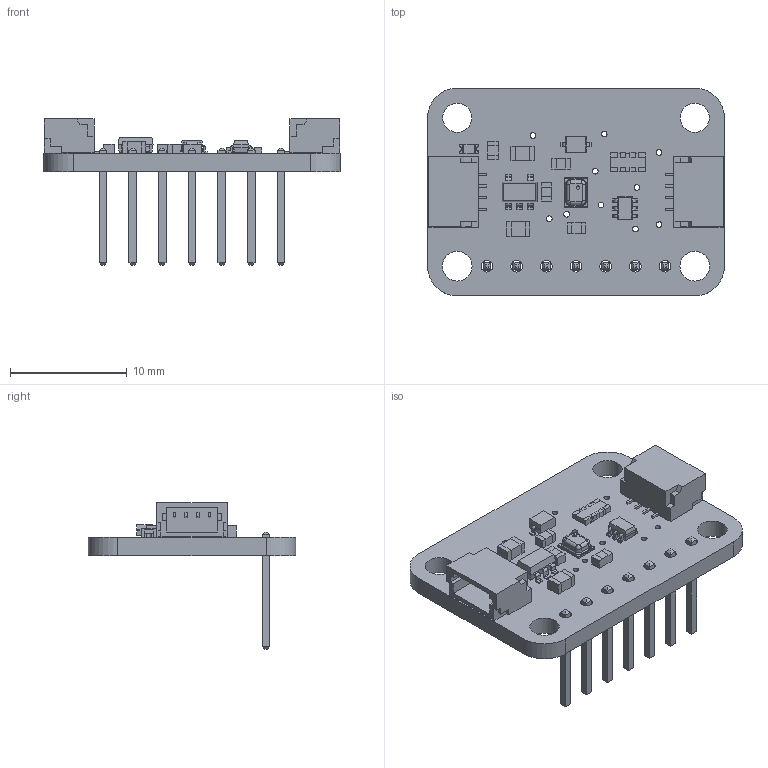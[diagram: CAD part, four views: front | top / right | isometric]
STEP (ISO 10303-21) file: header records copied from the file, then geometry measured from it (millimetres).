
FILE_DESCRIPTION(('FreeCAD Model'),'2;1');
FILE_NAME('Open CASCADE Shape Model','2025-05-13T16:36:14',('Author'),( ''),'Open CASCADE STEP processor 7.8','FreeCAD','Unknown');
FILE_SCHEMA(('AUTOMOTIVE_DESIGN { 1 0 10303 214 1 1 1 1 }'));
Length unit declared in the file: millimetre
Products named in the file (19): Adafruit BMP280 STEMMA QT v2; PCB Component; Board; 0805-NO; 0805-NO001; SOT23-5; 0603-NO; 0603-NO001; 0603-NO002; 0603-NO003; RESPACK_4X0603; SOT363; JST_SH4; JST_SH005; CHIPLED_0603_NOOUTLINE; SOD-323; BMX280_COMBO; Array; Chamfer
Assembly tree (24 placements, depth 4):
  Adafruit BMP280 STEMMA QT v2
    PCB Component
      Board
      0805-NO
      0805-NO001
      SOT23-5
      0603-NO
      0603-NO001
      0603-NO002
      0603-NO003
      RESPACK_4X0603
      SOT363
      JST_SH4
      JST_SH005
      CHIPLED_0603_NOOUTLINE
      SOD-323
      BMX280_COMBO
      Array
        Chamfer  x7
Bounding box: 25.4 x 17.78 x 12.53 mm (x, y, z)
Volume: 798 mm3; surface area: 1748.7 mm2
Topology: 26 solids, 26 shells, 838 faces, 2466 edges, 2658 vertices
Faces by surface type: plane 710, cylinder 112, bspline 12, torus 4
Full cylindrical faces by diameter (mm): 0.2 x1, 0.3 x1, 0.483 x15, 1 x7, 2.5 x2, 2.54 x2
Entity records: 30832 total; most frequent: CARTESIAN_POINT 5771, DIRECTION 4108, ORIENTED_EDGE 3960, LINE 2022, VECTOR 2022, EDGE_CURVE 1980, VERTEX_POINT 1290, AXIS2_PLACEMENT_3D 1043
